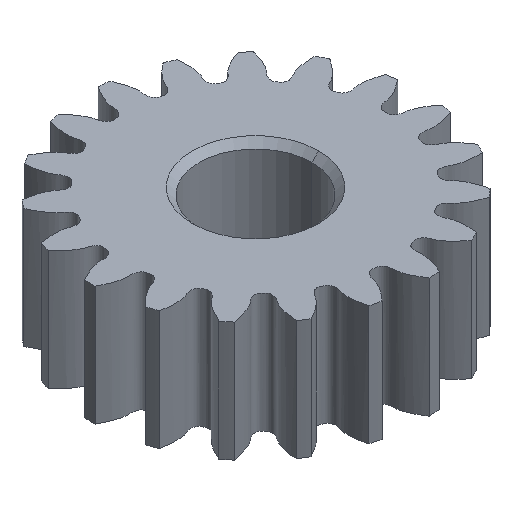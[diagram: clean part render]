
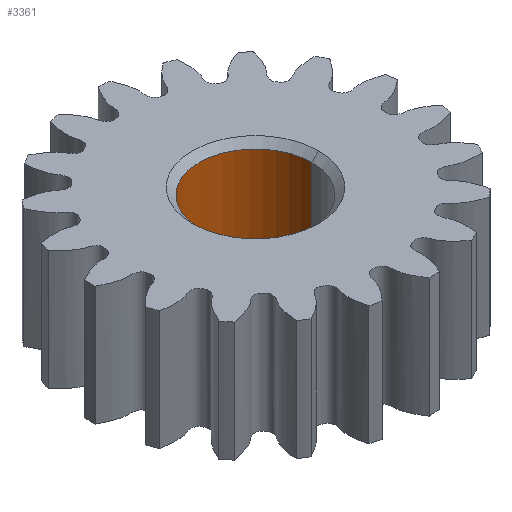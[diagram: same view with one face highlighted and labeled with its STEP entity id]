
A CAD part, isometric view. The second image highlights one B-rep face of the part: STEP entity #3361.
In plain terms, the highlighted cylindrical face has radius 2.5 mm (diameter 5 mm), a partial arc.
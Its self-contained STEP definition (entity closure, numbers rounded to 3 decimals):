
#2120 = CARTESIAN_POINT ( 'NONE',  ( 2.5, 0., 2.35 ) ) ;
#2134 = CIRCLE ( 'NONE', #2302, 2.5 ) ;
#2165 = VECTOR ( 'NONE', #3454, 1000. ) ;
#2167 = FACE_OUTER_BOUND ( 'NONE', #4713, .T. ) ;
#2168 = VECTOR ( 'NONE', #3451, 1000. ) ;
#2172 = LINE ( 'NONE', #3452, #2165 ) ;
#2177 = LINE ( 'NONE', #3446, #2168 ) ;
#2191 = CIRCLE ( 'NONE', #2303, 2.5 ) ;
#2201 = CYLINDRICAL_SURFACE ( 'NONE', #3836, 2.5 ) ;
#2302 = AXIS2_PLACEMENT_3D ( 'NONE', #5103, #5104, #5105 ) ;
#2303 = AXIS2_PLACEMENT_3D ( 'NONE', #5106, #5107, #5108 ) ;
#2331 = EDGE_CURVE ( 'NONE', #4496, #4532, #2134, .T. ) ;
#2333 = EDGE_CURVE ( 'NONE', #4241, #4495, #2191, .T. ) ;
#2798 = DIRECTION ( 'NONE',  ( 1., 0., 0. ) ) ;
#2799 = CARTESIAN_POINT ( 'NONE',  ( 0., 0., 0. ) ) ;
#2800 = DIRECTION ( 'NONE',  ( 0., 0., 1. ) ) ;
#3361 = ADVANCED_FACE ( 'NONE', ( #2167 ), #2201, .F. ) ;
#3446 = CARTESIAN_POINT ( 'NONE',  ( 2.5, 0., 0. ) ) ;
#3451 = DIRECTION ( 'NONE',  ( 0., 0., 1. ) ) ;
#3452 = CARTESIAN_POINT ( 'NONE',  ( -2.5, 0., 0. ) ) ;
#3454 = DIRECTION ( 'NONE',  ( 0., 0., 1. ) ) ;
#3836 = AXIS2_PLACEMENT_3D ( 'NONE', #2799, #2800, #2798 ) ;
#4241 = VERTEX_POINT ( 'NONE', #2120 ) ;
#4355 = ORIENTED_EDGE ( 'NONE', *, *, #4820, .F. ) ;
#4474 = ORIENTED_EDGE ( 'NONE', *, *, #4819, .T. ) ;
#4494 = ORIENTED_EDGE ( 'NONE', *, *, #2331, .F. ) ;
#4495 = VERTEX_POINT ( 'NONE', #5494 ) ;
#4496 = VERTEX_POINT ( 'NONE', #5491 ) ;
#4532 = VERTEX_POINT ( 'NONE', #5526 ) ;
#4707 = ORIENTED_EDGE ( 'NONE', *, *, #2333, .T. ) ;
#4713 = EDGE_LOOP ( 'NONE', ( #4355, #4494, #4474, #4707 ) ) ;
#4819 = EDGE_CURVE ( 'NONE', #4496, #4241, #2177, .T. ) ;
#4820 = EDGE_CURVE ( 'NONE', #4532, #4495, #2172, .T. ) ;
#5103 = CARTESIAN_POINT ( 'NONE',  ( 0., 0., -2.35 ) ) ;
#5104 = DIRECTION ( 'NONE',  ( 0., 0., 1. ) ) ;
#5105 = DIRECTION ( 'NONE',  ( 1., 0., 0. ) ) ;
#5106 = CARTESIAN_POINT ( 'NONE',  ( 0., 0., 2.35 ) ) ;
#5107 = DIRECTION ( 'NONE',  ( 0., 0., 1. ) ) ;
#5108 = DIRECTION ( 'NONE',  ( 1., 0., 0. ) ) ;
#5491 = CARTESIAN_POINT ( 'NONE',  ( 2.5, 0., -2.35 ) ) ;
#5494 = CARTESIAN_POINT ( 'NONE',  ( -2.5, 0., 2.35 ) ) ;
#5526 = CARTESIAN_POINT ( 'NONE',  ( -2.5, 0., -2.35 ) ) ;
